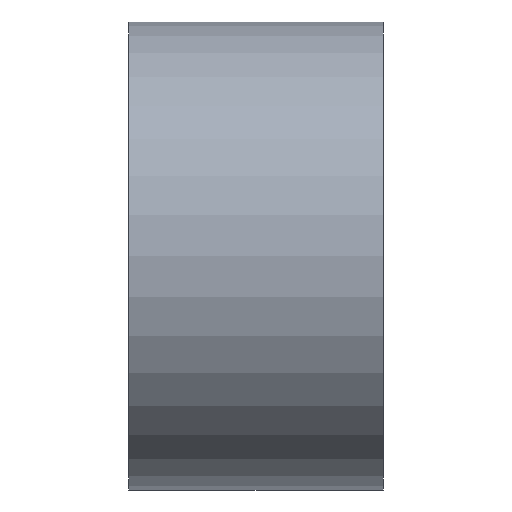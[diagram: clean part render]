
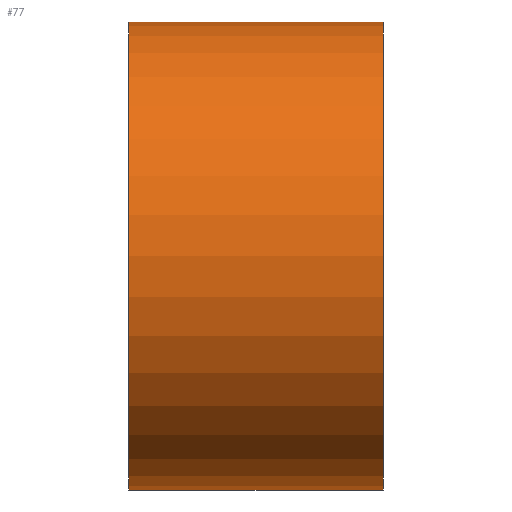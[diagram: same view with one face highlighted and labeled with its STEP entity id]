
A CAD part, front view. The second image highlights one B-rep face of the part: STEP entity #77.
In plain terms, the highlighted cylindrical face has radius 8.75 mm (diameter 17.5 mm), a full revolution.
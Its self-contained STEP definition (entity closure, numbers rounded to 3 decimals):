
#77 = ADVANCED_FACE( '', ( #177, #178 ), #179, .T. );
#177 = FACE_OUTER_BOUND( '', #298, .T. );
#178 = FACE_OUTER_BOUND( '', #299, .T. );
#179 = CYLINDRICAL_SURFACE( '', #300, 8.75 );
#298 = EDGE_LOOP( '', ( #457 ) );
#299 = EDGE_LOOP( '', ( #458 ) );
#300 = AXIS2_PLACEMENT_3D( '', #459, #460, #461 );
#457 = ORIENTED_EDGE( '', *, *, #708, .F. );
#458 = ORIENTED_EDGE( '', *, *, #717, .T. );
#459 = CARTESIAN_POINT( '', ( 9.5, 0., 0. ) );
#460 = DIRECTION( '', ( 1., 0., 0. ) );
#461 = DIRECTION( '', ( 0., 0., 1. ) );
#708 = EDGE_CURVE( '', #849, #849, #850, .T. );
#717 = EDGE_CURVE( '', #864, #864, #865, .T. );
#849 = VERTEX_POINT( '', #1040 );
#850 = CIRCLE( '', #1041, 8.75 );
#864 = VERTEX_POINT( '', #1059 );
#865 = CIRCLE( '', #1060, 8.75 );
#1040 = CARTESIAN_POINT( '', ( 9.5, 0., -8.75 ) );
#1041 = AXIS2_PLACEMENT_3D( '', #1235, #1236, #1237 );
#1059 = CARTESIAN_POINT( '', ( 0., 0., -8.75 ) );
#1060 = AXIS2_PLACEMENT_3D( '', #1245, #1246, #1247 );
#1235 = CARTESIAN_POINT( '', ( 9.5, 0., 0. ) );
#1236 = DIRECTION( '', ( 1., 0., 0. ) );
#1237 = DIRECTION( '', ( 0., 0., -1. ) );
#1245 = CARTESIAN_POINT( '', ( 0., 0., 0. ) );
#1246 = DIRECTION( '', ( 1., 0., 0. ) );
#1247 = DIRECTION( '', ( 0., 0., -1. ) );
